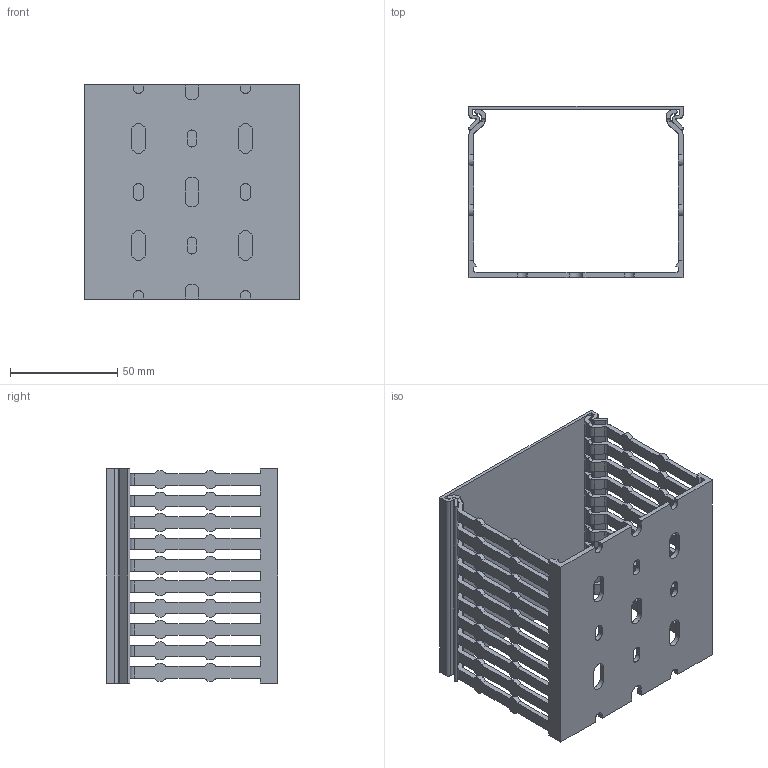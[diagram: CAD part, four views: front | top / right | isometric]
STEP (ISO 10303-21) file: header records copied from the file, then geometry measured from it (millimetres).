
FILE_DESCRIPTION(/* description */ ('F2000-100x80'),/* implementation_level */ '2;1');
FILE_NAME(/* name */ '17854.6_VK_HF_100X80_LG.stp',/* time_stamp */ '2017-11-13T16:27:59+01:00',/* author */ ('freichenberger'),/* organization */ ('Conta-Clip Verbindungstechnik GmbH'),/* preprocessor_version */ 'ST-DEVELOPER v17',/* originating_system */ 'Autodesk Inventor 2018',/* authorisation */ '');
FILE_SCHEMA (('AUTOMOTIVE_DESIGN { 1 0 10303 214 3 1 1 }'));
Length unit declared in the file: millimetre
Products named in the file (3): 7334-1; 7334-1 / 7384-1; Deckel 100
Assembly tree (2 placements, depth 2):
  7334-1
    7334-1 / 7384-1
    Deckel 100
Bounding box: 100.3 x 80 x 100 mm (x, y, z)
Volume: 63484.9 mm3; surface area: 73752.4 mm2
Topology: 2 solids, 2 shells, 668 faces, 1992 edges, 1328 vertices
Faces by surface type: plane 370, cylinder 298
Entity records: 23091 total; most frequent: CARTESIAN_POINT 4553, ORIENTED_EDGE 3984, DIRECTION 3854, EDGE_CURVE 1992, VERTEX_POINT 1328, LINE 1316, VECTOR 1316, AXIS2_PLACEMENT_3D 1269
